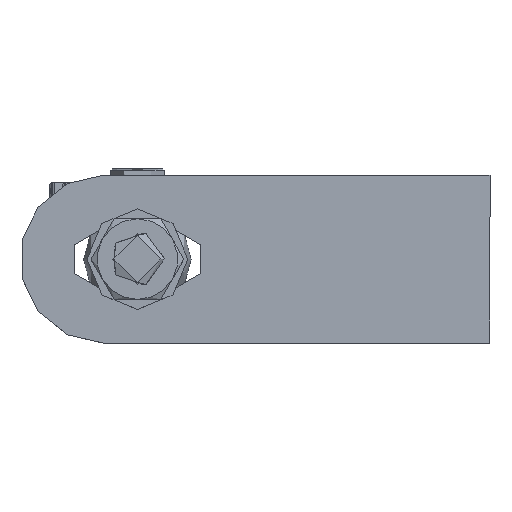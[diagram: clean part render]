
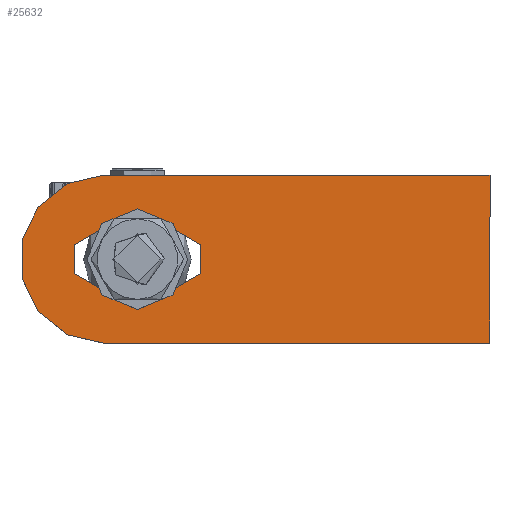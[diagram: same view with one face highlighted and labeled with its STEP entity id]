
A CAD part, top view. The second image highlights one B-rep face of the part: STEP entity #25632.
In plain terms, the highlighted planar face has unit normal (0, 0, 1).
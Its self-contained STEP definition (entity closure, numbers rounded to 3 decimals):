
#215 = VERTEX_POINT ( 'NONE', #13136 ) ;
#728 = DIRECTION ( 'NONE',  ( 0., 1., 0. ) ) ;
#1057 = CARTESIAN_POINT ( 'NONE',  ( 70., -25., 3. ) ) ;
#1272 = AXIS2_PLACEMENT_3D ( 'NONE', #24380, #17734, #1992 ) ;
#1444 = CARTESIAN_POINT ( 'NONE',  ( -45., -25., 3. ) ) ;
#1706 = LINE ( 'NONE', #19059, #16054 ) ;
#1873 = ORIENTED_EDGE ( 'NONE', *, *, #5542, .T. ) ;
#1992 = DIRECTION ( 'NONE',  ( -1., 0., 0. ) ) ;
#2330 = VECTOR ( 'NONE', #19037, 1000. ) ;
#2611 = DIRECTION ( 'NONE',  ( -1., 0., 0. ) ) ;
#2751 = VERTEX_POINT ( 'NONE', #1057 ) ;
#3175 = EDGE_LOOP ( 'NONE', ( #8645, #17267, #7238, #20984 ) ) ;
#3417 = CARTESIAN_POINT ( 'NONE',  ( -46.5, 8.5, 3. ) ) ;
#3671 = EDGE_CURVE ( 'NONE', #4794, #4557, #10360, .T. ) ;
#3922 = DIRECTION ( 'NONE',  ( 0., 0., 1. ) ) ;
#4236 = EDGE_CURVE ( 'NONE', #27630, #215, #20341, .T. ) ;
#4463 = EDGE_CURVE ( 'NONE', #9247, #15039, #15430, .T. ) ;
#4557 = VERTEX_POINT ( 'NONE', #24149 ) ;
#4794 = VERTEX_POINT ( 'NONE', #5093 ) ;
#5093 = CARTESIAN_POINT ( 'NONE',  ( 70., 25., 3. ) ) ;
#5309 = EDGE_CURVE ( 'NONE', #4557, #23322, #24131, .T. ) ;
#5542 = EDGE_CURVE ( 'NONE', #2751, #4794, #16500, .T. ) ;
#5670 = DIRECTION ( 'NONE',  ( 1., 0., 0. ) ) ;
#6057 = DIRECTION ( 'NONE',  ( 0., 0., 1. ) ) ;
#6157 = CARTESIAN_POINT ( 'NONE',  ( -46.5, 0., 3. ) ) ;
#6341 = AXIS2_PLACEMENT_3D ( 'NONE', #25815, #23472, #8080 ) ;
#6421 = DIRECTION ( 'NONE',  ( 1., 0., 0. ) ) ;
#6773 = AXIS2_PLACEMENT_3D ( 'NONE', #6157, #6057, #8318 ) ;
#7238 = ORIENTED_EDGE ( 'NONE', *, *, #4463, .F. ) ;
#7637 = VECTOR ( 'NONE', #6421, 1000. ) ;
#8011 = EDGE_CURVE ( 'NONE', #23322, #2751, #1706, .T. ) ;
#8080 = DIRECTION ( 'NONE',  ( -1., 0., 0. ) ) ;
#8123 = CARTESIAN_POINT ( 'NONE',  ( -46.5, 8.5, 3. ) ) ;
#8318 = DIRECTION ( 'NONE',  ( 1., 0., 0. ) ) ;
#8645 = ORIENTED_EDGE ( 'NONE', *, *, #4236, .F. ) ;
#8900 = CARTESIAN_POINT ( 'NONE',  ( -45., 25., 3. ) ) ;
#9247 = VERTEX_POINT ( 'NONE', #21122 ) ;
#9488 = CARTESIAN_POINT ( 'NONE',  ( 70., 25., 3. ) ) ;
#9747 = EDGE_CURVE ( 'NONE', #215, #9247, #12854, .T. ) ;
#10360 = LINE ( 'NONE', #8900, #17353 ) ;
#10566 = VECTOR ( 'NONE', #728, 1000. ) ;
#12854 = LINE ( 'NONE', #14801, #7637 ) ;
#13136 = CARTESIAN_POINT ( 'NONE',  ( -46.5, -8.5, 3. ) ) ;
#13671 = ORIENTED_EDGE ( 'NONE', *, *, #8011, .T. ) ;
#14061 = FACE_BOUND ( 'NONE', #3175, .T. ) ;
#14801 = CARTESIAN_POINT ( 'NONE',  ( -46.5, -8.5, 3. ) ) ;
#14883 = CARTESIAN_POINT ( 'NONE',  ( -23.5, 0., 3. ) ) ;
#15039 = VERTEX_POINT ( 'NONE', #17173 ) ;
#15430 = CIRCLE ( 'NONE', #21875, 8.5 ) ;
#16054 = VECTOR ( 'NONE', #5670, 1000. ) ;
#16500 = LINE ( 'NONE', #9488, #10566 ) ;
#17173 = CARTESIAN_POINT ( 'NONE',  ( -23.5, 8.5, 3. ) ) ;
#17267 = ORIENTED_EDGE ( 'NONE', *, *, #22011, .F. ) ;
#17353 = VECTOR ( 'NONE', #2611, 1000. ) ;
#17693 = LINE ( 'NONE', #8123, #2330 ) ;
#17734 = DIRECTION ( 'NONE',  ( 0., 0., 1. ) ) ;
#19037 = DIRECTION ( 'NONE',  ( -1., 0., 0. ) ) ;
#19059 = CARTESIAN_POINT ( 'NONE',  ( 70., -25., 3. ) ) ;
#20341 = CIRCLE ( 'NONE', #6773, 8.5 ) ;
#20984 = ORIENTED_EDGE ( 'NONE', *, *, #9747, .F. ) ;
#21122 = CARTESIAN_POINT ( 'NONE',  ( -23.5, -8.5, 3. ) ) ;
#21875 = AXIS2_PLACEMENT_3D ( 'NONE', #14883, #3922, #23864 ) ;
#22011 = EDGE_CURVE ( 'NONE', #15039, #27630, #17693, .T. ) ;
#22411 = EDGE_LOOP ( 'NONE', ( #26514, #27028, #13671, #1873 ) ) ;
#22792 = FACE_OUTER_BOUND ( 'NONE', #22411, .T. ) ;
#23322 = VERTEX_POINT ( 'NONE', #1444 ) ;
#23472 = DIRECTION ( 'NONE',  ( 0., 0., -1. ) ) ;
#23864 = DIRECTION ( 'NONE',  ( 1., 0., 0. ) ) ;
#24131 = CIRCLE ( 'NONE', #1272, 25. ) ;
#24149 = CARTESIAN_POINT ( 'NONE',  ( -45., 25., 3. ) ) ;
#24380 = CARTESIAN_POINT ( 'NONE',  ( -45., 0., 3. ) ) ;
#25632 = ADVANCED_FACE ( 'NONE', ( #22792, #14061 ), #27951, .F. ) ;
#25815 = CARTESIAN_POINT ( 'NONE',  ( -45., 0., 3. ) ) ;
#26514 = ORIENTED_EDGE ( 'NONE', *, *, #3671, .T. ) ;
#27028 = ORIENTED_EDGE ( 'NONE', *, *, #5309, .T. ) ;
#27630 = VERTEX_POINT ( 'NONE', #3417 ) ;
#27951 = PLANE ( 'NONE',  #6341 ) ;
